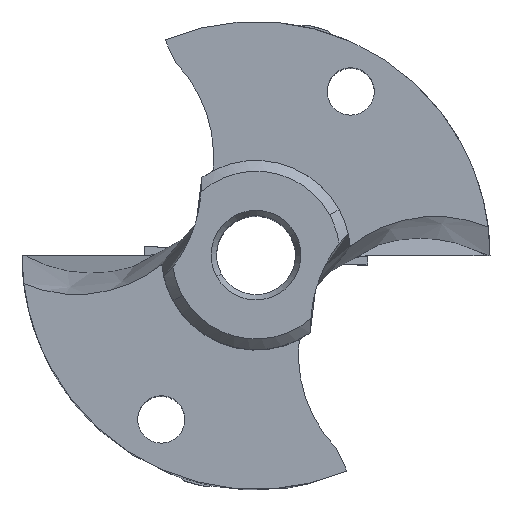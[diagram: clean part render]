
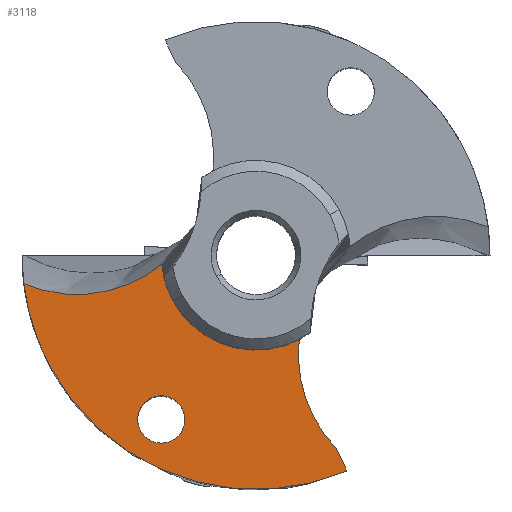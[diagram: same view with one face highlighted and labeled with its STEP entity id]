
A CAD part, top view. The second image highlights one B-rep face of the part: STEP entity #3118.
In plain terms, the highlighted planar face has unit normal (0, 0, 1).
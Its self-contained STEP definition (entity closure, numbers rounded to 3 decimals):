
#281=AXIS2_PLACEMENT_3D('Circle Axis2P3D',#279,#280,$) ;
#707=AXIS2_PLACEMENT_3D('Circle Axis2P3D',#705,#706,$) ;
#726=AXIS2_PLACEMENT_3D('Circle Axis2P3D',#724,#725,$) ;
#972=AXIS2_PLACEMENT_3D('Circle Axis2P3D',#970,#971,$) ;
#1183=AXIS2_PLACEMENT_3D('Circle Axis2P3D',#1181,#1182,$) ;
#1277=AXIS2_PLACEMENT_3D('Plane Axis2P3D',#1274,#1275,#1276) ;
#3102=AXIS2_PLACEMENT_3D('Circle Axis2P3D',#3100,#3101,$) ;
#276=CARTESIAN_POINT('Vertex',(-19.087,-10.428,0.)) ;
#279=CARTESIAN_POINT('Axis2P3D Location',(0.,0.,0.)) ;
#283=CARTESIAN_POINT('Vertex',(-21.592,-2.614,0.)) ;
#455=CARTESIAN_POINT('Vertex',(7.47,-17.935,0.)) ;
#459=CARTESIAN_POINT('Control Point',(7.47,-17.935,0.)) ;
#460=CARTESIAN_POINT('Control Point',(7.666,-18.356,0.)) ;
#461=CARTESIAN_POINT('Control Point',(7.863,-18.777,0.)) ;
#462=CARTESIAN_POINT('Control Point',(8.059,-19.198,0.)) ;
#463=CARTESIAN_POINT('Control Point',(8.256,-19.619,0.)) ;
#464=CARTESIAN_POINT('Control Point',(8.452,-20.041,0.)) ;
#465=CARTESIAN_POINT('Vertex',(8.452,-20.041,0.)) ;
#702=CARTESIAN_POINT('Vertex',(-8.8,-13.042,0.)) ;
#705=CARTESIAN_POINT('Axis2P3D Location',(-8.8,-15.242,0.)) ;
#709=CARTESIAN_POINT('Vertex',(-8.8,-17.442,0.)) ;
#724=CARTESIAN_POINT('Axis2P3D Location',(-8.8,-15.242,0.)) ;
#839=CARTESIAN_POINT('Vertex',(4.01,-7.833,0.)) ;
#843=CARTESIAN_POINT('Control Point',(7.47,-17.935,0.)) ;
#844=CARTESIAN_POINT('Control Point',(5.966,-16.379,0.)) ;
#845=CARTESIAN_POINT('Control Point',(4.758,-14.457,0.)) ;
#846=CARTESIAN_POINT('Control Point',(4.009,-12.259,0.)) ;
#847=CARTESIAN_POINT('Control Point',(3.782,-9.999,0.)) ;
#848=CARTESIAN_POINT('Control Point',(4.01,-7.833,0.)) ;
#967=CARTESIAN_POINT('Vertex',(-7.723,-4.219,0.)) ;
#970=CARTESIAN_POINT('Axis2P3D Location',(0.,0.,0.)) ;
#1181=CARTESIAN_POINT('Axis2P3D Location',(0.,0.,0.)) ;
#1185=CARTESIAN_POINT('Vertex',(-8.759,-0.849,0.)) ;
#1274=CARTESIAN_POINT('Axis2P3D Location',(21.75,0.,0.)) ;
#3043=CARTESIAN_POINT('Control Point',(-21.592,-2.614,0.)) ;
#3044=CARTESIAN_POINT('Control Point',(-19.2,-3.644,0.)) ;
#3045=CARTESIAN_POINT('Control Point',(-16.421,-4.103,0.)) ;
#3046=CARTESIAN_POINT('Control Point',(-13.485,-3.717,0.)) ;
#3047=CARTESIAN_POINT('Control Point',(-10.871,-2.537,0.)) ;
#3048=CARTESIAN_POINT('Control Point',(-8.759,-0.849,0.)) ;
#3100=CARTESIAN_POINT('Axis2P3D Location',(0.,0.,0.)) ;
#280=DIRECTION('Axis2P3D Direction',(0.,0.,1.)) ;
#706=DIRECTION('Axis2P3D Direction',(-0.,0.,-1.)) ;
#725=DIRECTION('Axis2P3D Direction',(-0.,0.,-1.)) ;
#971=DIRECTION('Axis2P3D Direction',(0.,0.,1.)) ;
#1182=DIRECTION('Axis2P3D Direction',(0.,0.,1.)) ;
#1275=DIRECTION('Axis2P3D Direction',(0.,0.,1.)) ;
#1276=DIRECTION('Axis2P3D XDirection',(1.,0.,0.)) ;
#3101=DIRECTION('Axis2P3D Direction',(0.,0.,1.)) ;
#3106=ORIENTED_EDGE('',*,*,#849,.T.) ;
#3107=ORIENTED_EDGE('',*,*,#974,.F.) ;
#3108=ORIENTED_EDGE('',*,*,#1187,.F.) ;
#3109=ORIENTED_EDGE('',*,*,#3049,.F.) ;
#3110=ORIENTED_EDGE('',*,*,#285,.T.) ;
#3111=ORIENTED_EDGE('',*,*,#3104,.T.) ;
#3112=ORIENTED_EDGE('',*,*,#467,.F.) ;
#3115=ORIENTED_EDGE('',*,*,#711,.T.) ;
#3116=ORIENTED_EDGE('',*,*,#728,.T.) ;
#3117=FACE_BOUND('',#3114,.T.) ;
#3118=ADVANCED_FACE('NOCUT',(#3113,#3117),#1278,.T.) ;
#458=B_SPLINE_CURVE_WITH_KNOTS('',5,(#459,#460,#461,#462,#463,#464),.UNSPECIFIED.,.F.,.U.,(6,6),(1.327,3.651),.UNSPECIFIED.) ;
#842=B_SPLINE_CURVE_WITH_KNOTS('',5,(#843,#844,#845,#846,#847,#848),.UNSPECIFIED.,.F.,.U.,(6,6),(5.147,20.574),.UNSPECIFIED.) ;
#3042=B_SPLINE_CURVE_WITH_KNOTS('',5,(#3043,#3044,#3045,#3046,#3047,#3048),.UNSPECIFIED.,.F.,.U.,(6,6),(0.254,19.418),.UNSPECIFIED.) ;
#282=CIRCLE('generated circle',#281,21.75) ;
#708=CIRCLE('generated circle',#707,2.2) ;
#727=CIRCLE('generated circle',#726,2.2) ;
#973=CIRCLE('generated circle',#972,8.8) ;
#1184=CIRCLE('generated circle',#1183,8.8) ;
#3103=CIRCLE('generated circle',#3102,21.75) ;
#285=EDGE_CURVE('',#284,#277,#282,.T.) ;
#467=EDGE_CURVE('',#456,#466,#458,.T.) ;
#711=EDGE_CURVE('',#710,#703,#708,.T.) ;
#728=EDGE_CURVE('',#703,#710,#727,.T.) ;
#849=EDGE_CURVE('',#456,#840,#842,.T.) ;
#974=EDGE_CURVE('',#968,#840,#973,.T.) ;
#1187=EDGE_CURVE('',#1186,#968,#1184,.T.) ;
#3049=EDGE_CURVE('',#284,#1186,#3042,.T.) ;
#3104=EDGE_CURVE('',#277,#466,#3103,.T.) ;
#3105=EDGE_LOOP('',(#3106,#3107,#3108,#3109,#3110,#3111,#3112)) ;
#3114=EDGE_LOOP('',(#3115,#3116)) ;
#3113=FACE_OUTER_BOUND('',#3105,.T.) ;
#1278=PLANE('',#1277) ;
#277=VERTEX_POINT('',#276) ;
#284=VERTEX_POINT('',#283) ;
#456=VERTEX_POINT('',#455) ;
#466=VERTEX_POINT('',#465) ;
#703=VERTEX_POINT('',#702) ;
#710=VERTEX_POINT('',#709) ;
#840=VERTEX_POINT('',#839) ;
#968=VERTEX_POINT('',#967) ;
#1186=VERTEX_POINT('',#1185) ;
